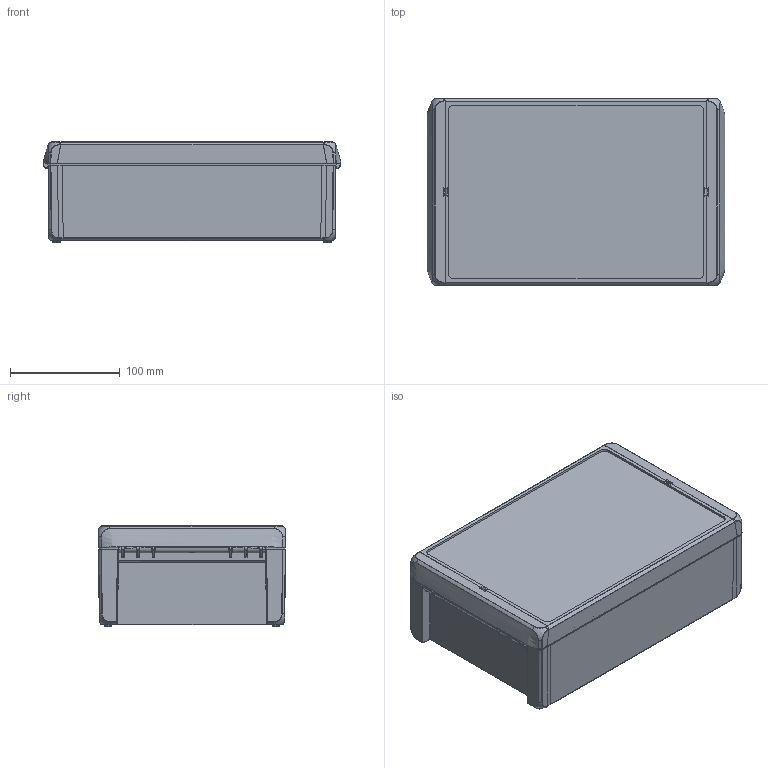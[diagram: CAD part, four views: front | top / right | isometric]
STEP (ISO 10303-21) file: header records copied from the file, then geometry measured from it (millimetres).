
FILE_DESCRIPTION(/* description */ (''),/* implementation_level */ '2;1');
FILE_NAME(/* name */ 'B-261709_3Dsym.stp',/* time_stamp */ '2016-05-11T14:08:48+02:00',/* author */ ('haertel'),/* organization */ ('Fa. Bopla'),/* preprocessor_version */ 'ST-DEVELOPER v16.1',/* originating_system */ 'Autodesk Inventor 2016',/* authorisation */ '');
FILE_SCHEMA (('AUTOMOTIVE_DESIGN { 1 0 10303 214 3 1 1 }'));
Products named in the file (4): 1010365_3Dsym; 1010363_3Dsym; 1010350_3Dsym; B-261709_3Dsym
Assembly tree (4 placements, depth 2):
  B-261709_3Dsym
    1010365_3Dsym
    1010363_3Dsym
    1010350_3Dsym  x2
Bounding box: 271 x 170 x 91 mm (x, y, z)
Volume: 558491.8 mm3; surface area: 379143.6 mm2
Topology: 4 solids, 4 shells, 2528 faces, 6577 edges, 4070 vertices
Faces by surface type: cylinder 866, plane 806, bspline 598, cone 128, sphere 68, torus 62
Full cylindrical faces by diameter (mm): 4 x4, 4.25 x4
Entity records: 112479 total; most frequent: CARTESIAN_POINT 63187, ORIENTED_EDGE 10488, DIRECTION 9993, EDGE_CURVE 5244, AXIS2_PLACEMENT_3D 3815, VERTEX_POINT 3313, LINE 2363, VECTOR 2363
